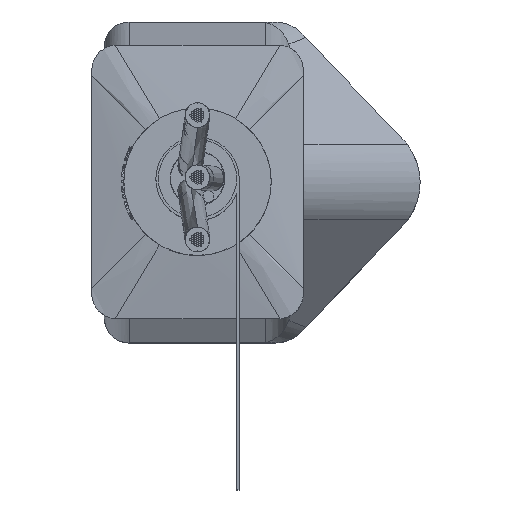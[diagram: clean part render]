
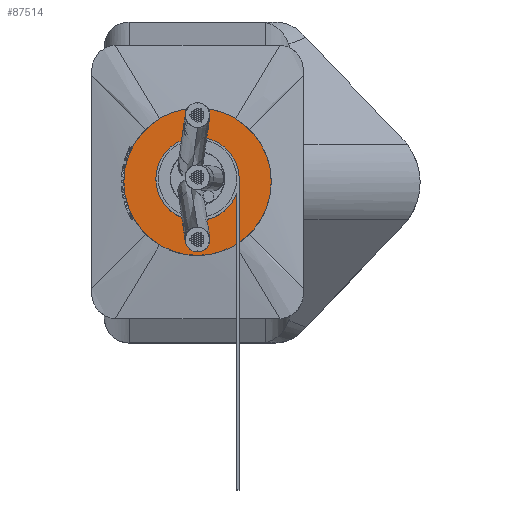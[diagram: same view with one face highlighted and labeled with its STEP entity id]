
A CAD part, top view. The second image highlights one B-rep face of the part: STEP entity #87514.
In plain terms, the highlighted face is planar.
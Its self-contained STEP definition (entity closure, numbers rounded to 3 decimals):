
#7563 = PLANE ( 'NONE',  #86264 ) ;
#7898 = DIRECTION ( 'NONE',  ( 1., 0., 0. ) ) ;
#8507 = CARTESIAN_POINT ( 'NONE',  ( 32., 0., 7.5 ) ) ;
#10352 = AXIS2_PLACEMENT_3D ( 'NONE', #29803, #80605, #37114 ) ;
#15787 = DIRECTION ( 'NONE',  ( 0., 0., -1. ) ) ;
#18698 = EDGE_LOOP ( 'NONE', ( #90519, #89740 ) ) ;
#28028 = AXIS2_PLACEMENT_3D ( 'NONE', #8507, #59282, #15787 ) ;
#28609 = FACE_OUTER_BOUND ( 'NONE', #18698, .T. ) ;
#29803 = CARTESIAN_POINT ( 'NONE',  ( 32., 0., 7.5 ) ) ;
#37114 = DIRECTION ( 'NONE',  ( 0., 0., -1. ) ) ;
#38487 = CIRCLE ( 'NONE', #28028, 5.925 ) ;
#51420 = CARTESIAN_POINT ( 'NONE',  ( 32., 0., 0. ) ) ;
#58672 = DIRECTION ( 'NONE',  ( 0., 0., -1. ) ) ;
#59282 = DIRECTION ( 'NONE',  ( -1., 0., 0. ) ) ;
#62731 = CIRCLE ( 'NONE', #10352, 5.925 ) ;
#67510 = VERTEX_POINT ( 'NONE', #87449 ) ;
#69526 = CARTESIAN_POINT ( 'NONE',  ( 32., 0., 1.575 ) ) ;
#80605 = DIRECTION ( 'NONE',  ( -1., 0., 0. ) ) ;
#83568 = VERTEX_POINT ( 'NONE', #69526 ) ;
#84751 = EDGE_CURVE ( 'NONE', #83568, #67510, #62731, .T. ) ;
#86264 = AXIS2_PLACEMENT_3D ( 'NONE', #51420, #7898, #58672 ) ;
#87449 = CARTESIAN_POINT ( 'NONE',  ( 32., 0., 13.425 ) ) ;
#87514 = ADVANCED_FACE ( 'NONE', ( #28609 ), #7563, .T. ) ;
#89305 = EDGE_CURVE ( 'NONE', #67510, #83568, #38487, .T. ) ;
#89740 = ORIENTED_EDGE ( 'NONE', *, *, #89305, .F. ) ;
#90519 = ORIENTED_EDGE ( 'NONE', *, *, #84751, .F. ) ;
